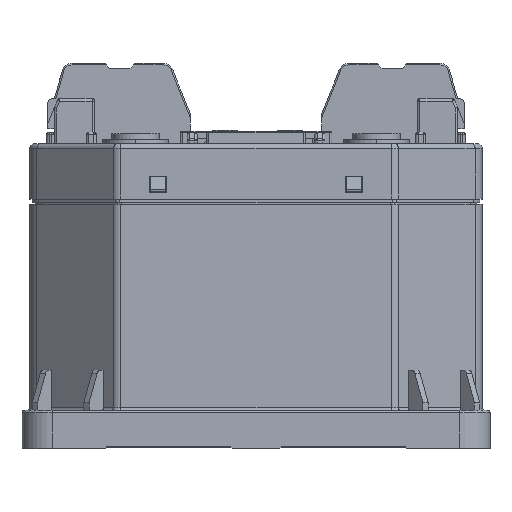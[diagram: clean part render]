
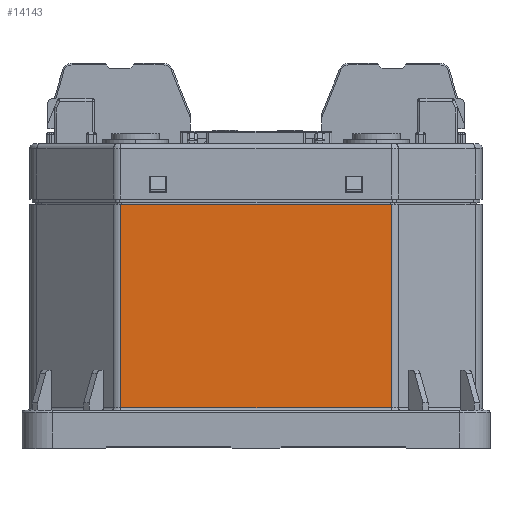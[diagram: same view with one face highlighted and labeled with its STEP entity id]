
A CAD part, top view. The second image highlights one B-rep face of the part: STEP entity #14143.
In plain terms, the highlighted face is planar.
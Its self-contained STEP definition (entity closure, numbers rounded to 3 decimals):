
#6270=DIRECTION('',(0.,0.,-1.));
#6271=VECTOR('',#6270,40.5);
#6272=CARTESIAN_POINT('',(-26.883,-27.25,48.5));
#6273=LINE('',#6272,#6271);
#6274=DIRECTION('',(1.,0.,0.));
#6275=VECTOR('',#6274,53.766);
#6276=CARTESIAN_POINT('',(-26.883,-27.25,48.5));
#6277=LINE('',#6276,#6275);
#6278=DIRECTION('',(0.,0.,1.));
#6279=VECTOR('',#6278,40.5);
#6280=CARTESIAN_POINT('',(26.883,-27.25,8.));
#6281=LINE('',#6280,#6279);
#6456=DIRECTION('',(1.,0.,0.));
#6457=VECTOR('',#6456,53.766);
#6458=CARTESIAN_POINT('',(-26.883,-27.25,8.));
#6459=LINE('',#6458,#6457);
#10277=CARTESIAN_POINT('',(26.883,-27.25,48.5));
#10278=VERTEX_POINT('',#10277);
#10279=CARTESIAN_POINT('',(-26.883,-27.25,48.5));
#10280=VERTEX_POINT('',#10279);
#10401=CARTESIAN_POINT('',(-26.883,-27.25,8.));
#10402=VERTEX_POINT('',#10401);
#10403=CARTESIAN_POINT('',(26.883,-27.25,8.));
#10404=VERTEX_POINT('',#10403);
#14130=CARTESIAN_POINT('',(-45.,-27.25,7.5));
#14131=DIRECTION('',(0.,-1.,0.));
#14132=DIRECTION('',(0.,0.,-1.));
#14133=AXIS2_PLACEMENT_3D('',#14130,#14131,#14132);
#14134=PLANE('',#14133);
#14135=ORIENTED_EDGE('',*,*,#14124,.F.);
#14136=ORIENTED_EDGE('',*,*,#13551,.T.);
#14138=ORIENTED_EDGE('',*,*,#14137,.F.);
#14140=ORIENTED_EDGE('',*,*,#14139,.F.);
#14141=EDGE_LOOP('',(#14135,#14136,#14138,#14140));
#14142=FACE_OUTER_BOUND('',#14141,.F.);
#14143=ADVANCED_FACE('',(#14142),#14134,.T.);
#13551=EDGE_CURVE('',#10280,#10278,#6277,.T.);
#14124=EDGE_CURVE('',#10280,#10402,#6273,.T.);
#14137=EDGE_CURVE('',#10404,#10278,#6281,.T.);
#14139=EDGE_CURVE('',#10402,#10404,#6459,.T.);
